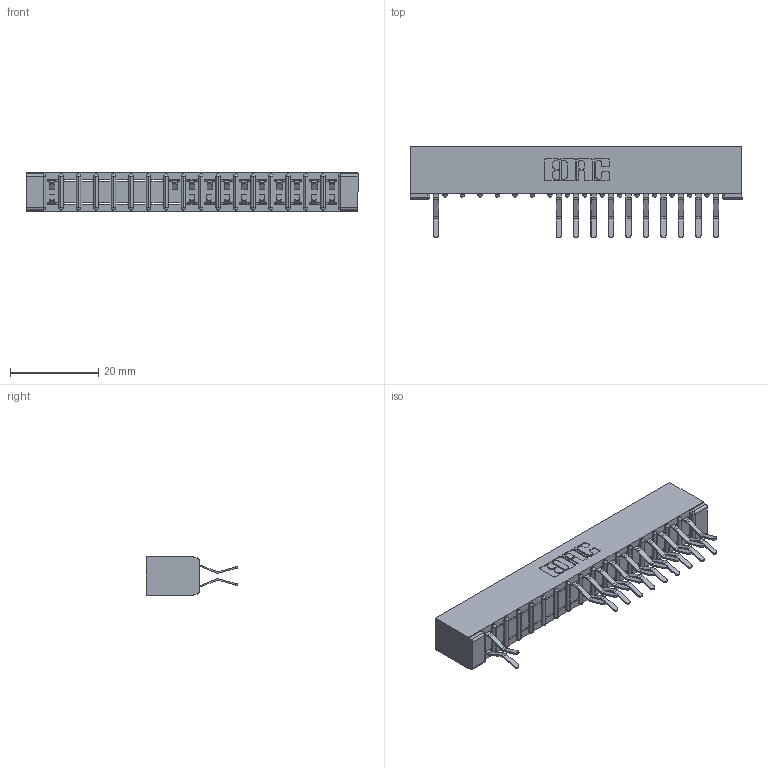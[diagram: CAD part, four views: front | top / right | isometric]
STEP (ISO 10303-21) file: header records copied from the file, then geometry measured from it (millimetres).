
FILE_DESCRIPTION (( 'STEP AP203' ), '1' );
FILE_NAME ('307-034-560-201.STEP', '2018-08-05T06:46:46', ( '' ), ( '' ), 'SwSTEP 2.0', 'SolidWorks 2016', '' );
FILE_SCHEMA (( 'CONFIG_CONTROL_DESIGN' ));
Length unit declared in the file: inch
Products named in the file (3): 307 Part_No Mounting Lugs; 307-290-001_560; 307-034-560-201
Assembly tree (22 placements, depth 2):
  307-034-560-201
    307 Part_No Mounting Lugs
    307-290-001_560  x21
Bounding box: 75.23 x 20.73 x 8.71 mm (x, y, z)
Volume: 5012.7 mm3; surface area: 8228.6 mm2
Topology: 22 solids, 22 shells, 1308 faces, 3697 edges, 2386 vertices
Faces by surface type: plane 837, cylinder 435, sphere 36
Entity records: 17610 total; most frequent: CARTESIAN_POINT 2940, ORIENTED_EDGE 2922, DIRECTION 2877, EDGE_CURVE 1461, VECTOR 1111, LINE 1111, VERTEX_POINT 946, AXIS2_PLACEMENT_3D 883
